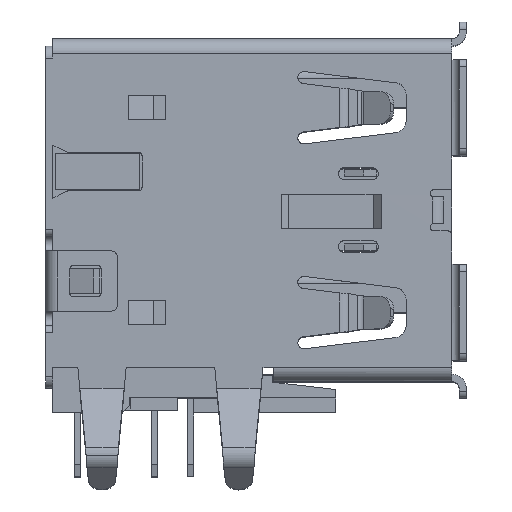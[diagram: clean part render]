
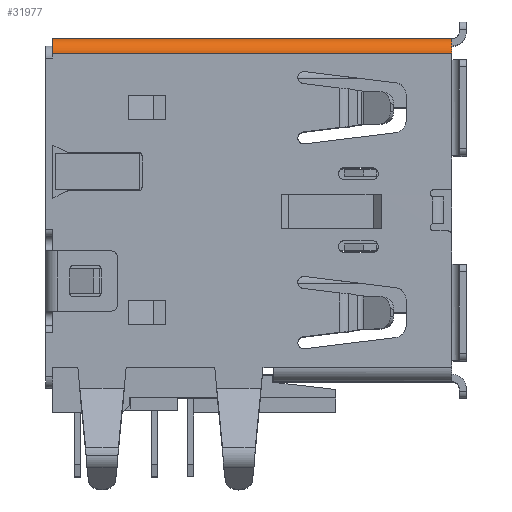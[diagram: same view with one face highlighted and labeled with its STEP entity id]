
A CAD part, top view. The second image highlights one B-rep face of the part: STEP entity #31977.
In plain terms, the highlighted cylindrical face has radius 0.6 mm (diameter 1.2 mm), a partial arc.
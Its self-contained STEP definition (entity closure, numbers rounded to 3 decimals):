
#418 = CARTESIAN_POINT ( 'NONE',  ( -8.13, 15.5, 6.107 ) ) ;
#600 = CARTESIAN_POINT ( 'NONE',  ( -8.13, 15.5, 5.95 ) ) ;
#754 = LINE ( 'NONE', #18051, #5821 ) ;
#1360 = B_SPLINE_CURVE_WITH_KNOTS ( 'NONE', 3,
 ( #27413, #35356, #13692, #35169, #13341, #2879 ),
 .UNSPECIFIED., .F., .F.,
 ( 4, 2, 4 ),
 ( 0., 0.5, 1. ),
 .UNSPECIFIED. ) ;
#2347 = ORIENTED_EDGE ( 'NONE', *, *, #17403, .T. ) ;
#2581 = VERTEX_POINT ( 'NONE', #25508 ) ;
#2642 = DIRECTION ( 'NONE',  ( 1., 0., 0. ) ) ;
#2879 = CARTESIAN_POINT ( 'NONE',  ( 8.43, 15.5, 5.95 ) ) ;
#3128 = CARTESIAN_POINT ( 'NONE',  ( -8.13, 15.057, 6.55 ) ) ;
#4147 = ORIENTED_EDGE ( 'NONE', *, *, #25605, .T. ) ;
#4645 = ORIENTED_EDGE ( 'NONE', *, *, #14974, .T. ) ;
#5105 = AXIS2_PLACEMENT_3D ( 'NONE', #27863, #2642, #5540 ) ;
#5540 = DIRECTION ( 'NONE',  ( 0., 0., -1. ) ) ;
#5821 = VECTOR ( 'NONE', #20780, 1000. ) ;
#5859 = CARTESIAN_POINT ( 'NONE',  ( -8.13, 15.213, 6.485 ) ) ;
#6213 = CARTESIAN_POINT ( 'NONE',  ( -8.13, 14.9, 6.55 ) ) ;
#6610 = ORIENTED_EDGE ( 'NONE', *, *, #17157, .T. ) ;
#6960 = CARTESIAN_POINT ( 'NONE',  ( 8.43, 15.5, 5.95 ) ) ;
#8405 = CYLINDRICAL_SURFACE ( 'NONE', #5105, 0.6 ) ;
#9547 = VECTOR ( 'NONE', #34549, 1000. ) ;
#10015 = LINE ( 'NONE', #6960, #9547 ) ;
#10148 = VERTEX_POINT ( 'NONE', #13319 ) ;
#11715 = VERTEX_POINT ( 'NONE', #25166 ) ;
#13319 = CARTESIAN_POINT ( 'NONE',  ( -8.13, 14.9, 6.55 ) ) ;
#13341 = CARTESIAN_POINT ( 'NONE',  ( 8.43, 15.5, 6.107 ) ) ;
#13692 = CARTESIAN_POINT ( 'NONE',  ( 8.43, 15.213, 6.485 ) ) ;
#14521 = EDGE_LOOP ( 'NONE', ( #4645, #6610, #2347, #4147 ) ) ;
#14974 = EDGE_CURVE ( 'NONE', #2581, #11715, #1360, .T. ) ;
#16855 = FACE_OUTER_BOUND ( 'NONE', #14521, .T. ) ;
#17157 = EDGE_CURVE ( 'NONE', #11715, #30399, #10015, .T. ) ;
#17245 = B_SPLINE_CURVE_WITH_KNOTS ( 'NONE', 3,
 ( #600, #418, #30905, #5859, #3128, #6213 ),
 .UNSPECIFIED., .F., .F.,
 ( 4, 2, 4 ),
 ( 0., 0.5, 1. ),
 .UNSPECIFIED. ) ;
#17403 = EDGE_CURVE ( 'NONE', #30399, #10148, #17245, .T. ) ;
#18051 = CARTESIAN_POINT ( 'NONE',  ( 8.43, 14.9, 6.55 ) ) ;
#20780 = DIRECTION ( 'NONE',  ( 1., 0., 0. ) ) ;
#25166 = CARTESIAN_POINT ( 'NONE',  ( 8.43, 15.5, 5.95 ) ) ;
#25508 = CARTESIAN_POINT ( 'NONE',  ( 8.43, 14.9, 6.55 ) ) ;
#25605 = EDGE_CURVE ( 'NONE', #10148, #2581, #754, .T. ) ;
#27413 = CARTESIAN_POINT ( 'NONE',  ( 8.43, 14.9, 6.55 ) ) ;
#27863 = CARTESIAN_POINT ( 'NONE',  ( 1.04, 14.9, 5.95 ) ) ;
#30399 = VERTEX_POINT ( 'NONE', #34962 ) ;
#30905 = CARTESIAN_POINT ( 'NONE',  ( -8.13, 15.435, 6.263 ) ) ;
#31977 = ADVANCED_FACE ( 'NONE', ( #16855 ), #8405, .T. ) ;
#34549 = DIRECTION ( 'NONE',  ( -1., 0., 0. ) ) ;
#34962 = CARTESIAN_POINT ( 'NONE',  ( -8.13, 15.5, 5.95 ) ) ;
#35169 = CARTESIAN_POINT ( 'NONE',  ( 8.43, 15.435, 6.263 ) ) ;
#35356 = CARTESIAN_POINT ( 'NONE',  ( 8.43, 15.057, 6.55 ) ) ;
